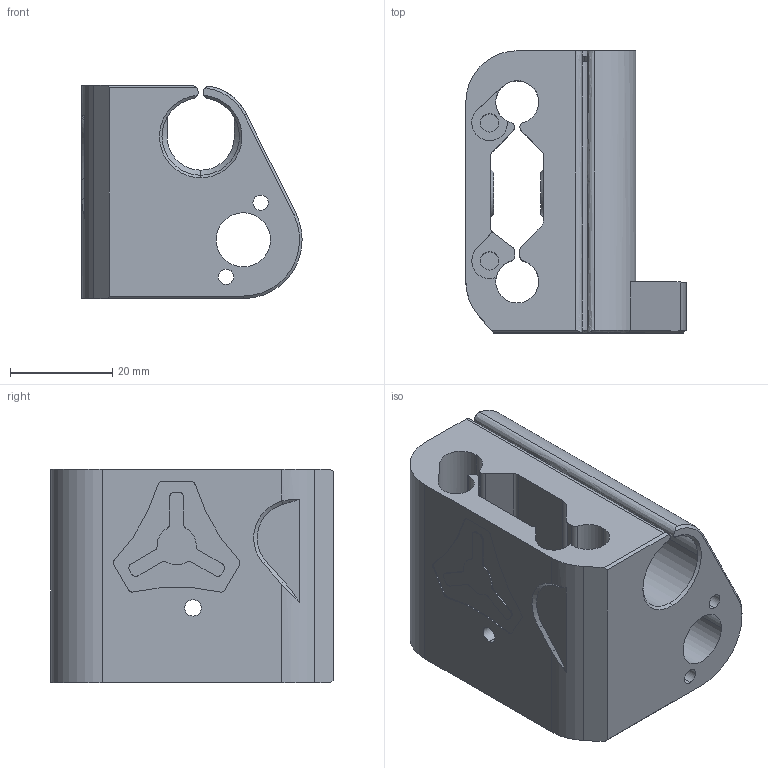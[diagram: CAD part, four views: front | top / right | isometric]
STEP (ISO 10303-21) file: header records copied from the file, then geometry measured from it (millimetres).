
FILE_DESCRIPTION (( 'STEP AP203' ), '1' );
FILE_NAME ('XZ-End.STEP', '2019-10-13T00:04:39', ( '' ), ( '' ), 'SwSTEP 2.0', 'SolidWorks 2018', '' );
FILE_SCHEMA (( 'CONFIG_CONTROL_DESIGN' ));
Length unit declared in the file: millimetre
Products named in the file (1): XZ-End
Bounding box: 43.1 x 55.2 x 41.7 mm (x, y, z)
Volume: 35556.6 mm3; surface area: 18045.7 mm2
Topology: 1 solids, 1 shells, 192 faces, 532 edges, 350 vertices
Faces by surface type: cylinder 102, plane 63, cone 21, bspline 5, torus 1
Entity records: 6577 total; most frequent: CARTESIAN_POINT 1408, DIRECTION 1116, ORIENTED_EDGE 1064, EDGE_CURVE 532, AXIS2_PLACEMENT_3D 428, VERTEX_POINT 350, VECTOR 260, LINE 260
